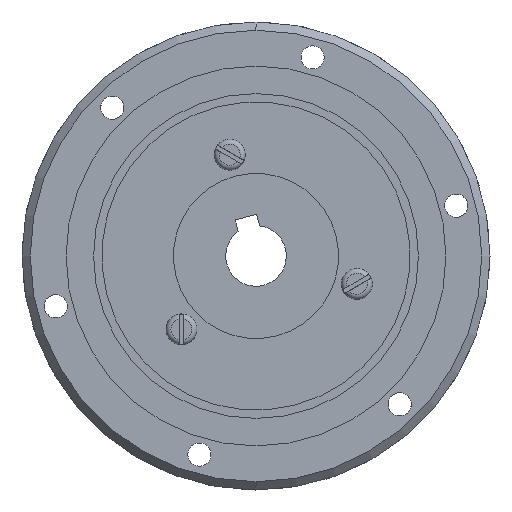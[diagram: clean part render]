
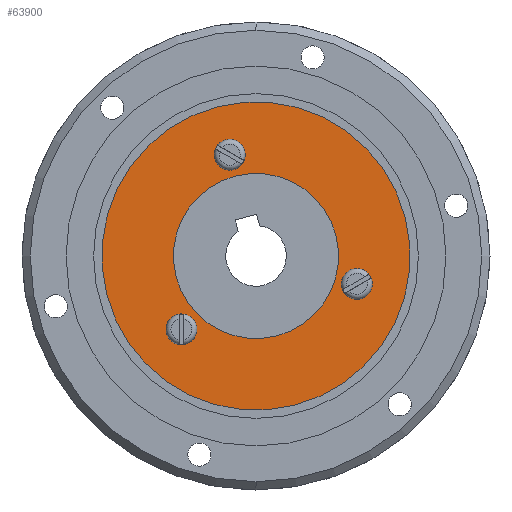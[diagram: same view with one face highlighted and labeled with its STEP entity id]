
A CAD part, left-side view. The second image highlights one B-rep face of the part: STEP entity #63900.
In plain terms, the highlighted face is planar.
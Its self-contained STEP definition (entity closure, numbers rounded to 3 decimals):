
#130 = VERTEX_POINT ( 'NONE', #23523 ) ;
#276 = ORIENTED_EDGE ( 'NONE', *, *, #21629, .F. ) ;
#635 = VERTEX_POINT ( 'NONE', #64779 ) ;
#1745 = EDGE_CURVE ( 'NONE', #60001, #22225, #6180, .T. ) ;
#2291 = CIRCLE ( 'NONE', #7803, 15. ) ;
#2980 = CARTESIAN_POINT ( 'NONE',  ( 15., 0., 0. ) ) ;
#3246 = CIRCLE ( 'NONE', #10781, 1.25 ) ;
#3538 = CARTESIAN_POINT ( 'NONE',  ( 16.454, -9.5, 0. ) ) ;
#3893 = CARTESIAN_POINT ( 'NONE',  ( 17.704, -9.5, 0. ) ) ;
#4505 = EDGE_LOOP ( 'NONE', ( #39390, #276, #15222 ) ) ;
#5863 = VERTEX_POINT ( 'NONE', #20286 ) ;
#6087 = FACE_BOUND ( 'NONE', #4505, .T. ) ;
#6180 = CIRCLE ( 'NONE', #24313, 1.25 ) ;
#7135 = CARTESIAN_POINT ( 'NONE',  ( 15.829, -10.583, 0. ) ) ;
#7803 = AXIS2_PLACEMENT_3D ( 'NONE', #41194, #10380, #15568 ) ;
#8017 = DIRECTION ( 'NONE',  ( 0., 0., -1. ) ) ;
#8468 = FACE_BOUND ( 'NONE', #28103, .T. ) ;
#9191 = AXIS2_PLACEMENT_3D ( 'NONE', #32651, #47560, #11538 ) ;
#9564 = EDGE_CURVE ( 'NONE', #28068, #47442, #54628, .T. ) ;
#10214 = VERTEX_POINT ( 'NONE', #2980 ) ;
#10380 = DIRECTION ( 'NONE',  ( 0., 0., -1. ) ) ;
#10781 = AXIS2_PLACEMENT_3D ( 'NONE', #44760, #28744, #49534 ) ;
#10839 = DIRECTION ( 'NONE',  ( 0.5, 0.866, 0. ) ) ;
#11107 = DIRECTION ( 'NONE',  ( 0., 0., -1. ) ) ;
#11538 = DIRECTION ( 'NONE',  ( 1., 0., 0. ) ) ;
#11845 = CARTESIAN_POINT ( 'NONE',  ( -1.25, 19., 0. ) ) ;
#12534 = CARTESIAN_POINT ( 'NONE',  ( 1.25, 19., 0. ) ) ;
#14106 = CARTESIAN_POINT ( 'NONE',  ( 0., 0., 0. ) ) ;
#14275 = EDGE_LOOP ( 'NONE', ( #16287, #15679 ) ) ;
#14656 = AXIS2_PLACEMENT_3D ( 'NONE', #33789, #48726, #48938 ) ;
#15222 = ORIENTED_EDGE ( 'NONE', *, *, #49861, .F. ) ;
#15568 = DIRECTION ( 'NONE',  ( -1., 0., 0. ) ) ;
#15679 = ORIENTED_EDGE ( 'NONE', *, *, #17941, .F. ) ;
#15791 = EDGE_CURVE ( 'NONE', #23089, #5863, #64592, .T. ) ;
#16117 = VERTEX_POINT ( 'NONE', #31720 ) ;
#16287 = ORIENTED_EDGE ( 'NONE', *, *, #35083, .F. ) ;
#17160 = VERTEX_POINT ( 'NONE', #49352 ) ;
#17941 = EDGE_CURVE ( 'NONE', #635, #17160, #62717, .T. ) ;
#18333 = CIRCLE ( 'NONE', #9191, 28. ) ;
#19375 = PLANE ( 'NONE',  #57386 ) ;
#19835 = CIRCLE ( 'NONE', #26612, 1.25 ) ;
#20027 = AXIS2_PLACEMENT_3D ( 'NONE', #3538, #34542, #24215 ) ;
#20286 = CARTESIAN_POINT ( 'NONE',  ( -15.204, -9.5, 0. ) ) ;
#20816 = EDGE_CURVE ( 'NONE', #10214, #42139, #35559, .T. ) ;
#21629 = EDGE_CURVE ( 'NONE', #16117, #60001, #51618, .T. ) ;
#21938 = EDGE_CURVE ( 'NONE', #130, #23089, #3246, .T. ) ;
#22225 = VERTEX_POINT ( 'NONE', #7135 ) ;
#23089 = VERTEX_POINT ( 'NONE', #29490 ) ;
#23271 = EDGE_CURVE ( 'NONE', #42139, #10214, #2291, .T. ) ;
#23334 = DIRECTION ( 'NONE',  ( 0.5, 0.866, 0. ) ) ;
#23523 = CARTESIAN_POINT ( 'NONE',  ( -15.829, -10.583, 0. ) ) ;
#24215 = DIRECTION ( 'NONE',  ( 0.5, 0.866, 0. ) ) ;
#24313 = AXIS2_PLACEMENT_3D ( 'NONE', #58802, #26707, #23334 ) ;
#24465 = CIRCLE ( 'NONE', #20027, 1.25 ) ;
#24945 = AXIS2_PLACEMENT_3D ( 'NONE', #47095, #52537, #10839 ) ;
#26612 = AXIS2_PLACEMENT_3D ( 'NONE', #41924, #11107, #57334 ) ;
#26707 = DIRECTION ( 'NONE',  ( 0., 0., -1. ) ) ;
#26992 = FACE_BOUND ( 'NONE', #61271, .T. ) ;
#27667 = ORIENTED_EDGE ( 'NONE', *, *, #63427, .F. ) ;
#28068 = VERTEX_POINT ( 'NONE', #12534 ) ;
#28103 = EDGE_LOOP ( 'NONE', ( #39432, #31598 ) ) ;
#28744 = DIRECTION ( 'NONE',  ( 0., 0., -1. ) ) ;
#29490 = CARTESIAN_POINT ( 'NONE',  ( -17.079, -8.417, 0. ) ) ;
#29903 = CARTESIAN_POINT ( 'NONE',  ( 0., 0., 0. ) ) ;
#31598 = ORIENTED_EDGE ( 'NONE', *, *, #20816, .F. ) ;
#31720 = CARTESIAN_POINT ( 'NONE',  ( 17.079, -8.417, 0. ) ) ;
#32270 = DIRECTION ( 'NONE',  ( -1., 0., 0. ) ) ;
#32354 = EDGE_CURVE ( 'NONE', #47442, #28068, #41900, .T. ) ;
#32651 = CARTESIAN_POINT ( 'NONE',  ( 0., 0., 0. ) ) ;
#33789 = CARTESIAN_POINT ( 'NONE',  ( -16.454, -9.5, 0. ) ) ;
#34542 = DIRECTION ( 'NONE',  ( 0., 0., -1. ) ) ;
#35083 = EDGE_CURVE ( 'NONE', #17160, #635, #18333, .T. ) ;
#35559 = CIRCLE ( 'NONE', #60002, 15. ) ;
#38320 = FACE_BOUND ( 'NONE', #50613, .T. ) ;
#38985 = DIRECTION ( 'NONE',  ( -1., 0., 0. ) ) ;
#39390 = ORIENTED_EDGE ( 'NONE', *, *, #1745, .F. ) ;
#39432 = ORIENTED_EDGE ( 'NONE', *, *, #23271, .F. ) ;
#39791 = AXIS2_PLACEMENT_3D ( 'NONE', #58056, #53100, #32270 ) ;
#40422 = CARTESIAN_POINT ( 'NONE',  ( 0., 0., 0. ) ) ;
#40677 = ORIENTED_EDGE ( 'NONE', *, *, #32354, .F. ) ;
#41194 = CARTESIAN_POINT ( 'NONE',  ( 0., 0., 0. ) ) ;
#41900 = CIRCLE ( 'NONE', #47098, 1.25 ) ;
#41924 = CARTESIAN_POINT ( 'NONE',  ( -16.454, -9.5, 0. ) ) ;
#42139 = VERTEX_POINT ( 'NONE', #57238 ) ;
#44177 = CARTESIAN_POINT ( 'NONE',  ( 0., 19., 0. ) ) ;
#44760 = CARTESIAN_POINT ( 'NONE',  ( -16.454, -9.5, 0. ) ) ;
#47095 = CARTESIAN_POINT ( 'NONE',  ( 16.454, -9.5, 0. ) ) ;
#47098 = AXIS2_PLACEMENT_3D ( 'NONE', #44177, #65613, #38985 ) ;
#47442 = VERTEX_POINT ( 'NONE', #11845 ) ;
#47560 = DIRECTION ( 'NONE',  ( 0., 0., 1. ) ) ;
#47967 = FACE_OUTER_BOUND ( 'NONE', #14275, .T. ) ;
#48726 = DIRECTION ( 'NONE',  ( 0., 0., -1. ) ) ;
#48938 = DIRECTION ( 'NONE',  ( 0.5, -0.866, 0. ) ) ;
#49352 = CARTESIAN_POINT ( 'NONE',  ( -28., 0., 0. ) ) ;
#49534 = DIRECTION ( 'NONE',  ( 0.5, -0.866, 0. ) ) ;
#49861 = EDGE_CURVE ( 'NONE', #22225, #16117, #24465, .T. ) ;
#50043 = DIRECTION ( 'NONE',  ( 1., 0., 0. ) ) ;
#50613 = EDGE_LOOP ( 'NONE', ( #27667, #63431, #54742 ) ) ;
#50938 = DIRECTION ( 'NONE',  ( 0., 0., 1. ) ) ;
#51618 = CIRCLE ( 'NONE', #24945, 1.25 ) ;
#51942 = ORIENTED_EDGE ( 'NONE', *, *, #9564, .F. ) ;
#52537 = DIRECTION ( 'NONE',  ( 0., 0., -1. ) ) ;
#53100 = DIRECTION ( 'NONE',  ( 0., 0., -1. ) ) ;
#54628 = CIRCLE ( 'NONE', #39791, 1.25 ) ;
#54742 = ORIENTED_EDGE ( 'NONE', *, *, #21938, .F. ) ;
#55898 = AXIS2_PLACEMENT_3D ( 'NONE', #40422, #66192, #66427 ) ;
#57238 = CARTESIAN_POINT ( 'NONE',  ( -15., 0., 0. ) ) ;
#57334 = DIRECTION ( 'NONE',  ( 0.5, -0.866, 0. ) ) ;
#57386 = AXIS2_PLACEMENT_3D ( 'NONE', #29903, #50938, #50043 ) ;
#58056 = CARTESIAN_POINT ( 'NONE',  ( 0., 19., 0. ) ) ;
#58802 = CARTESIAN_POINT ( 'NONE',  ( 16.454, -9.5, 0. ) ) ;
#60001 = VERTEX_POINT ( 'NONE', #3893 ) ;
#60002 = AXIS2_PLACEMENT_3D ( 'NONE', #14106, #8017, #60133 ) ;
#60133 = DIRECTION ( 'NONE',  ( -1., 0., 0. ) ) ;
#61271 = EDGE_LOOP ( 'NONE', ( #51942, #40677 ) ) ;
#62717 = CIRCLE ( 'NONE', #55898, 28. ) ;
#63427 = EDGE_CURVE ( 'NONE', #5863, #130, #19835, .T. ) ;
#63431 = ORIENTED_EDGE ( 'NONE', *, *, #15791, .F. ) ;
#63900 = ADVANCED_FACE ( 'NONE', ( #6087, #38320, #26992, #8468, #47967 ), #19375, .F. ) ;
#64592 = CIRCLE ( 'NONE', #14656, 1.25 ) ;
#64779 = CARTESIAN_POINT ( 'NONE',  ( 28., 0., 0. ) ) ;
#65613 = DIRECTION ( 'NONE',  ( 0., 0., -1. ) ) ;
#66192 = DIRECTION ( 'NONE',  ( 0., 0., 1. ) ) ;
#66427 = DIRECTION ( 'NONE',  ( 1., 0., 0. ) ) ;
